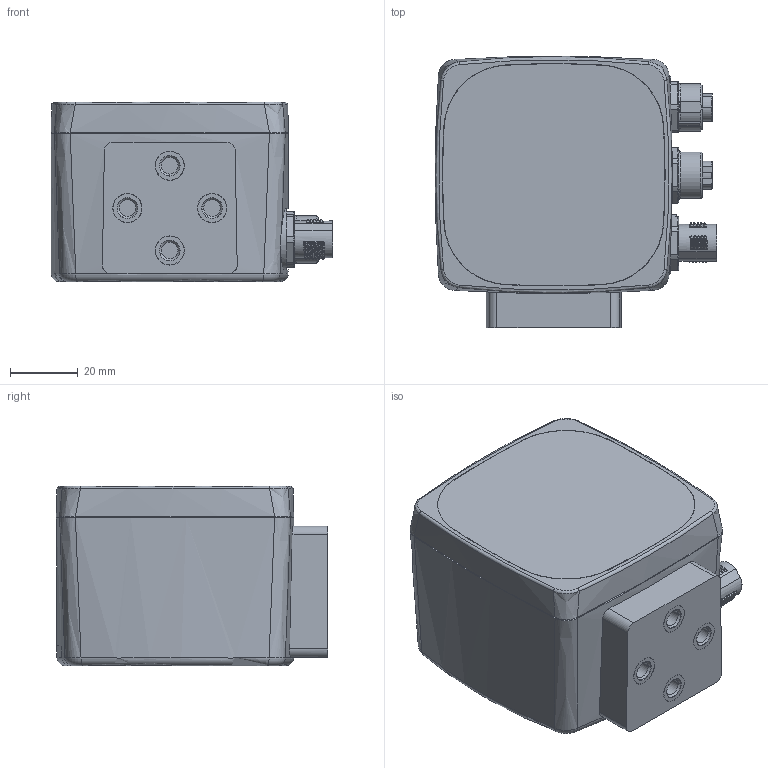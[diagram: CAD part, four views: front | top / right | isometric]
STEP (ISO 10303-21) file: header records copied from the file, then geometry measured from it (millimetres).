
FILE_DESCRIPTION((''),'2;1');
FILE_NAME('DM_CAD-2078_ASM','2015-02-25T',('Creinig-se'),(''),'PRO/ENGINEER BY PARAMETRIC TECHNOLOGY CORPORATION, 2013050','PRO/ENGINEER BY PARAMETRIC TECHNOLOGY CORPORATION, 2013050','');
FILE_SCHEMA(('CONFIG_CONTROL_DESIGN'));
Products named in the file (13): DM_CAD-2078_GEHAEUSE_BIS_WINKEL; DM_CAD-2078_LICHTLEITER; DM_CAD-2078_GEWINDEEINS_M6X9; DM_CAD-2078_ST-EINSATZ_8POL; DM_CAD-2078_1551493; DM_CAD-2078_1551451; DM_CAD-2078_1552243_STECKER; DM_CAD-2078_PCV_ASM; DM_CAD-2078_TASTENFOLIE; DM_CAD-2078_FRONT; DM_CAD-2078_OPC_ASM; DM_CAD-2078_COVE; DM_CAD-2078_ASM
Assembly tree (17 placements, depth 4):
  DM_CAD-2078_ASM
    DM_CAD-2078_OPC_ASM
      DM_CAD-2078_PCV_ASM
        DM_CAD-2078_GEHAEUSE_BIS_WINKEL
        DM_CAD-2078_LICHTLEITER
        DM_CAD-2078_GEWINDEEINS_M6X9  x4
        DM_CAD-2078_ST-EINSATZ_8POL
        DM_CAD-2078_1551493  x2
        DM_CAD-2078_1551451  x2
        DM_CAD-2078_1552243_STECKER
      DM_CAD-2078_TASTENFOLIE
      DM_CAD-2078_FRONT
    DM_CAD-2078_COVE
Bounding box: 83.09 x 79.99 x 53 mm (x, y, z)
Volume: 264013 mm3; surface area: 61481.4 mm2
Topology: 15 solids, 25 shells, 2608 faces, 6705 edges, 4283 vertices
Faces by surface type: plane 1257, cylinder 568, bspline 309, cone 268, torus 189, extrusion 13, sphere 4
Entity records: 82200 total; most frequent: CARTESIAN_POINT 26662, ORIENTED_EDGE 9782, DIRECTION 8945, EDGE_CURVE 4891, AXIS2_PLACEMENT_3D 3277, VERTEX_POINT 3139, VECTOR 2391, LINE 2378
